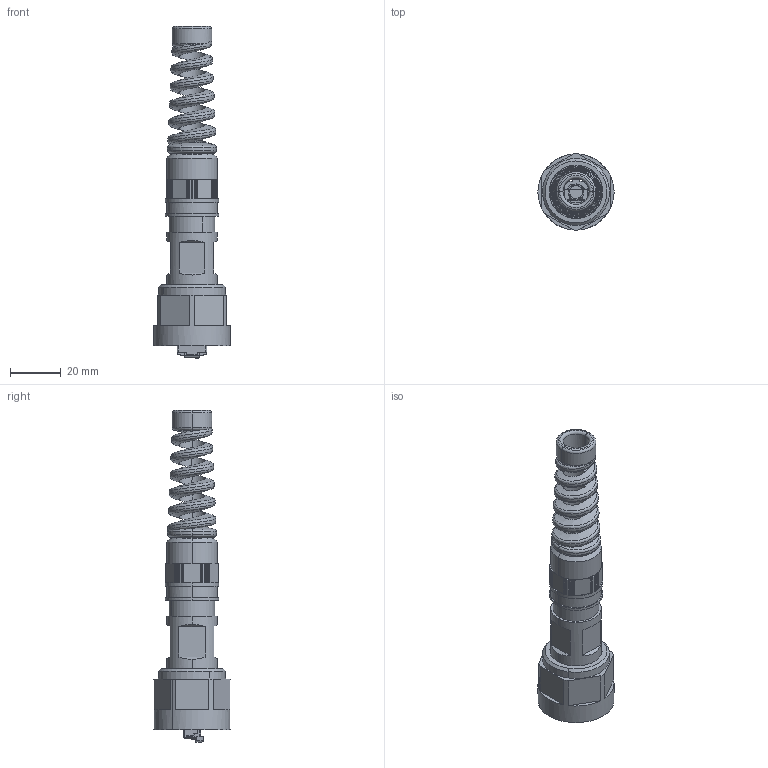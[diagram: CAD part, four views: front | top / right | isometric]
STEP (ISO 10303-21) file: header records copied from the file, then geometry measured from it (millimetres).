
FILE_DESCRIPTION(('CATIA V5 STEP Exchange','CAx-IF Rec.Pracs.--- Model Styling and Organization---1.4--- 2014-01-23'),'2;1');
FILE_NAME ('003248-2_0', '2021-08-31T17:52:17+00:00', ('none'), ('Weidmueller'), 'CATIA Version 5-6 Release 2016 SP3 HF44', 'CATIA V5 STEP AP214', 'none');
FILE_SCHEMA(('AUTOMOTIVE_DESIGN { 1 0 10303 214 1 1 1 1 }'));
Length unit declared in the file: millimetre
Products named in the file (1): 1012570000
Bounding box: 30 x 30 x 130.75 mm (x, y, z)
Volume: 21780.2 mm3; surface area: 24385 mm2
Topology: 16 solids, 16 shells, 1114 faces, 3079 edges, 2005 vertices
Faces by surface type: plane 733, cylinder 284, torus 46, cone 28, sphere 12, bspline 11
Entity records: 38888 total; most frequent: CARTESIAN_POINT 11690, ORIENTED_EDGE 6150, DIRECTION 4686, EDGE_CURVE 3075, VECTOR 2192, LINE 2192, VERTEX_POINT 2005, AXIS2_PLACEMENT_3D 1510
